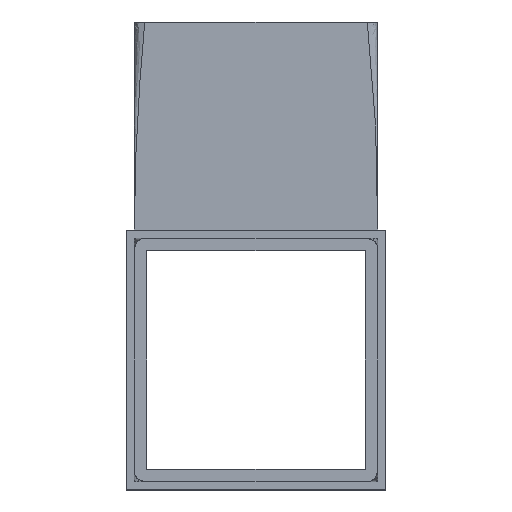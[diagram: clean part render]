
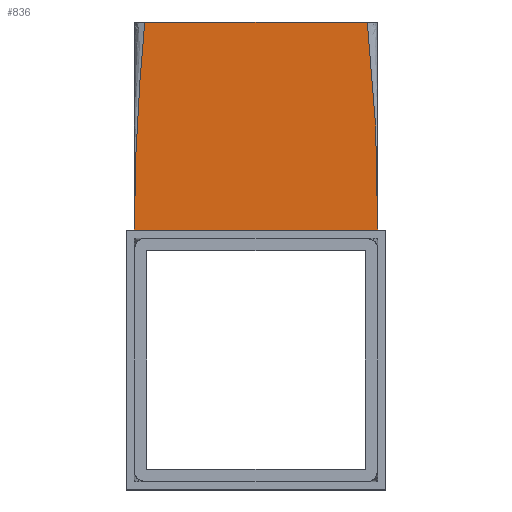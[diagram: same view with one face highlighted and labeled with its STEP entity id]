
A CAD part, left-side view. The second image highlights one B-rep face of the part: STEP entity #836.
In plain terms, the highlighted planar face has unit normal (-1, 0, 0).
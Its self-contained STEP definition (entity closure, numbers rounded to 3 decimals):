
#60 = CARTESIAN_POINT ( 'NONE',  ( -11.7, 23.2, 29.167 ) ) ;
#65 = VERTEX_POINT ( 'NONE', #1503 ) ;
#76 = CARTESIAN_POINT ( 'NONE',  ( -11.7, 0.933, 19.167 ) ) ;
#134 = VERTEX_POINT ( 'NONE', #290 ) ;
#144 = ORIENTED_EDGE ( 'NONE', *, *, #654, .T. ) ;
#184 = VERTEX_POINT ( 'NONE', #782 ) ;
#186 = CARTESIAN_POINT ( 'NONE',  ( -11.7, 24.2, 12.5 ) ) ;
#204 = CARTESIAN_POINT ( 'NONE',  ( -11.7, 23.933, 25.833 ) ) ;
#213 = CARTESIAN_POINT ( 'NONE',  ( -11.7, 1.8, 29.167 ) ) ;
#227 = ORIENTED_EDGE ( 'NONE', *, *, #651, .T. ) ;
#290 = CARTESIAN_POINT ( 'NONE',  ( -11.7, 1.8, 32.5 ) ) ;
#332 = B_SPLINE_CURVE_WITH_KNOTS ( 'NONE', 3,
 ( #1426, #60, #204, #702, #1304, #338, #186 ),
 .UNSPECIFIED., .F., .F.,
 ( 4, 3, 4 ),
 ( 0., 0.01, 0.02 ),
 .UNSPECIFIED. ) ;
#338 = CARTESIAN_POINT ( 'NONE',  ( -11.7, 24.133, 15.833 ) ) ;
#360 = PLANE ( 'NONE',  #635 ) ;
#367 = DIRECTION ( 'NONE',  ( 1., 0., 0. ) ) ;
#413 = EDGE_CURVE ( 'NONE', #184, #65, #740, .T. ) ;
#527 = EDGE_CURVE ( 'NONE', #1260, #134, #650, .T. ) ;
#604 = DIRECTION ( 'NONE',  ( 0., -1., 0. ) ) ;
#616 = DIRECTION ( 'NONE',  ( 0., 0., -1. ) ) ;
#635 = AXIS2_PLACEMENT_3D ( 'NONE', #750, #367, #616 ) ;
#650 = LINE ( 'NONE', #1147, #1310 ) ;
#651 = EDGE_CURVE ( 'NONE', #1260, #184, #332, .T. ) ;
#654 = EDGE_CURVE ( 'NONE', #65, #134, #1573, .T. ) ;
#686 = CARTESIAN_POINT ( 'NONE',  ( -11.7, 0.8, 12.5 ) ) ;
#702 = CARTESIAN_POINT ( 'NONE',  ( -11.7, 24., 22.5 ) ) ;
#740 = LINE ( 'NONE', #1223, #1334 ) ;
#750 = CARTESIAN_POINT ( 'NONE',  ( -11.7, 24.2, 32.5 ) ) ;
#772 = DIRECTION ( 'NONE',  ( 0., -1., 0. ) ) ;
#782 = CARTESIAN_POINT ( 'NONE',  ( -11.7, 24.2, 12.5 ) ) ;
#836 = ADVANCED_FACE ( 'NONE', ( #1226 ), #360, .F. ) ;
#921 = ORIENTED_EDGE ( 'NONE', *, *, #413, .T. ) ;
#957 = CARTESIAN_POINT ( 'NONE',  ( -11.7, 1.067, 25.833 ) ) ;
#1100 = EDGE_LOOP ( 'NONE', ( #921, #144, #1532, #227 ) ) ;
#1147 = CARTESIAN_POINT ( 'NONE',  ( -11.7, 24.2, 32.5 ) ) ;
#1183 = CARTESIAN_POINT ( 'NONE',  ( -11.7, 0.867, 15.833 ) ) ;
#1215 = CARTESIAN_POINT ( 'NONE',  ( -11.7, 23.2, 32.5 ) ) ;
#1223 = CARTESIAN_POINT ( 'NONE',  ( -11.7, 24.2, 12.5 ) ) ;
#1226 = FACE_OUTER_BOUND ( 'NONE', #1100, .T. ) ;
#1260 = VERTEX_POINT ( 'NONE', #1215 ) ;
#1304 = CARTESIAN_POINT ( 'NONE',  ( -11.7, 24.067, 19.167 ) ) ;
#1310 = VECTOR ( 'NONE', #772, 1000. ) ;
#1334 = VECTOR ( 'NONE', #604, 1000. ) ;
#1337 = CARTESIAN_POINT ( 'NONE',  ( -11.7, 1.8, 32.5 ) ) ;
#1426 = CARTESIAN_POINT ( 'NONE',  ( -11.7, 23.2, 32.5 ) ) ;
#1503 = CARTESIAN_POINT ( 'NONE',  ( -11.7, 0.8, 12.5 ) ) ;
#1532 = ORIENTED_EDGE ( 'NONE', *, *, #527, .F. ) ;
#1571 = CARTESIAN_POINT ( 'NONE',  ( -11.7, 1., 22.5 ) ) ;
#1573 = B_SPLINE_CURVE_WITH_KNOTS ( 'NONE', 3,
 ( #686, #1183, #76, #1571, #957, #213, #1337 ),
 .UNSPECIFIED., .F., .F.,
 ( 4, 3, 4 ),
 ( -0.04, -0.03, -0.02 ),
 .UNSPECIFIED. ) ;
